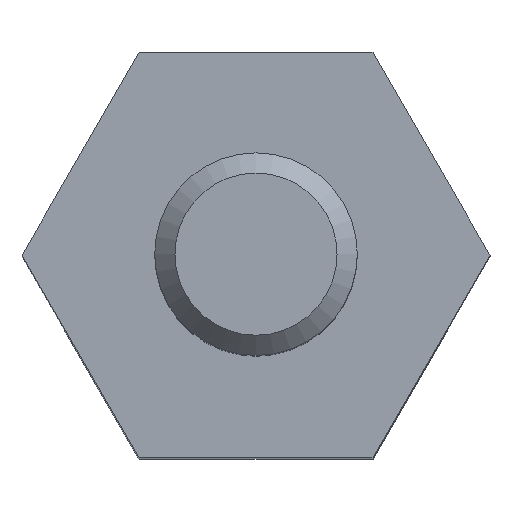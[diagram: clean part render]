
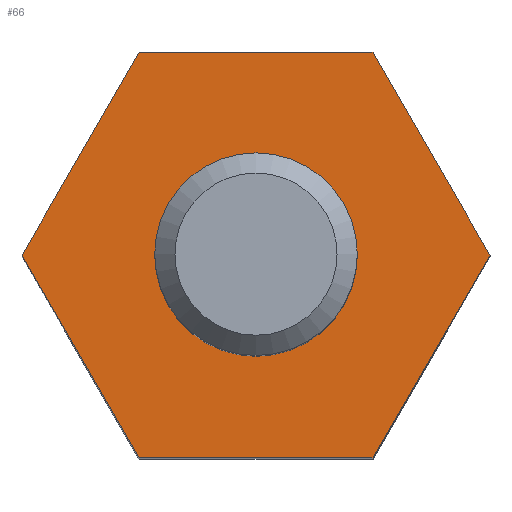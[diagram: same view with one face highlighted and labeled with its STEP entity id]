
A CAD part, top view. The second image highlights one B-rep face of the part: STEP entity #66.
In plain terms, the highlighted planar face has unit normal (0, 0, 1).
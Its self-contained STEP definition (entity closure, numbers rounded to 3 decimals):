
#66 = ADVANCED_FACE( '', ( #146, #147 ), #148, .T. );
#146 = FACE_BOUND( '', #244, .T. );
#147 = FACE_OUTER_BOUND( '', #245, .T. );
#148 = PLANE( '', #246 );
#244 = EDGE_LOOP( '', ( #368 ) );
#245 = EDGE_LOOP( '', ( #369, #370, #371, #372, #373, #374 ) );
#246 = AXIS2_PLACEMENT_3D( '', #375, #376, #377 );
#368 = ORIENTED_EDGE( '', *, *, #528, .T. );
#369 = ORIENTED_EDGE( '', *, *, #505, .T. );
#370 = ORIENTED_EDGE( '', *, *, #529, .T. );
#371 = ORIENTED_EDGE( '', *, *, #530, .T. );
#372 = ORIENTED_EDGE( '', *, *, #511, .T. );
#373 = ORIENTED_EDGE( '', *, *, #531, .T. );
#374 = ORIENTED_EDGE( '', *, *, #521, .T. );
#375 = CARTESIAN_POINT( '', ( 0., 0., 0. ) );
#376 = DIRECTION( '', ( 0., 0., 1. ) );
#377 = DIRECTION( '', ( 1., 0., 0. ) );
#505 = EDGE_CURVE( '', #574, #578, #580, .T. );
#511 = EDGE_CURVE( '', #583, #589, #591, .T. );
#521 = EDGE_CURVE( '', #603, #574, #606, .T. );
#528 = EDGE_CURVE( '', #616, #616, #617, .F. );
#529 = EDGE_CURVE( '', #578, #618, #619, .T. );
#530 = EDGE_CURVE( '', #618, #583, #620, .T. );
#531 = EDGE_CURVE( '', #589, #603, #621, .T. );
#574 = VERTEX_POINT( '', #674 );
#578 = VERTEX_POINT( '', #680 );
#580 = LINE( '', #683, #684 );
#583 = VERTEX_POINT( '', #687 );
#589 = VERTEX_POINT( '', #696 );
#591 = LINE( '', #699, #700 );
#603 = VERTEX_POINT( '', #713 );
#606 = LINE( '', #718, #719 );
#616 = VERTEX_POINT( '', #729 );
#617 = CIRCLE( '', #730, 1.3 );
#618 = VERTEX_POINT( '', #731 );
#619 = LINE( '', #732, #733 );
#620 = LINE( '', #734, #735 );
#621 = LINE( '', #736, #737 );
#674 = CARTESIAN_POINT( '', ( -1.732, -3., 0. ) );
#680 = CARTESIAN_POINT( '', ( 1.732, -3., 0. ) );
#683 = CARTESIAN_POINT( '', ( -1.732, -3., 0. ) );
#684 = VECTOR( '', #794, 1000. );
#687 = CARTESIAN_POINT( '', ( 1.732, 3., 0. ) );
#696 = CARTESIAN_POINT( '', ( -1.732, 3., 0. ) );
#699 = CARTESIAN_POINT( '', ( 1.732, 3., 0. ) );
#700 = VECTOR( '', #799, 1000. );
#713 = CARTESIAN_POINT( '', ( -3.464, 0., 0. ) );
#718 = CARTESIAN_POINT( '', ( -3.464, 0., 0. ) );
#719 = VECTOR( '', #812, 1000. );
#729 = CARTESIAN_POINT( '', ( 1.3, 0., 0. ) );
#730 = AXIS2_PLACEMENT_3D( '', #822, #823, #824 );
#731 = CARTESIAN_POINT( '', ( 3.464, 0., 0. ) );
#732 = CARTESIAN_POINT( '', ( 1.732, -3., 0. ) );
#733 = VECTOR( '', #825, 1000. );
#734 = CARTESIAN_POINT( '', ( 3.464, 0., 0. ) );
#735 = VECTOR( '', #826, 1000. );
#736 = CARTESIAN_POINT( '', ( -1.732, 3., 0. ) );
#737 = VECTOR( '', #827, 1000. );
#794 = DIRECTION( '', ( 1., 0., 0. ) );
#799 = DIRECTION( '', ( -1., 0., 0. ) );
#812 = DIRECTION( '', ( 0.5, -0.866, 0. ) );
#822 = CARTESIAN_POINT( '', ( 0., 0., 0. ) );
#823 = DIRECTION( '', ( 0., 0., 1. ) );
#824 = DIRECTION( '', ( 1., 0., 0. ) );
#825 = DIRECTION( '', ( 0.5, 0.866, 0. ) );
#826 = DIRECTION( '', ( -0.5, 0.866, 0. ) );
#827 = DIRECTION( '', ( -0.5, -0.866, 0. ) );
